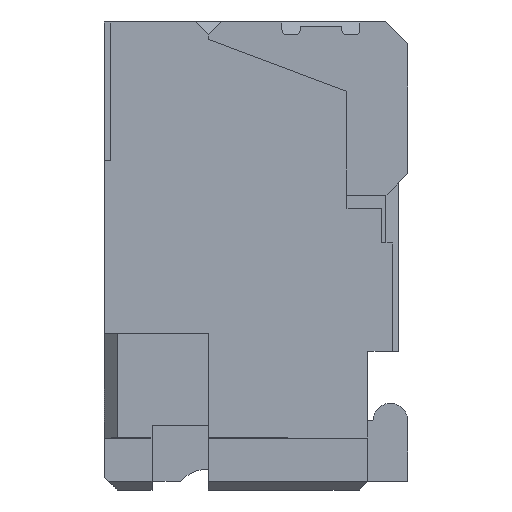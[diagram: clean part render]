
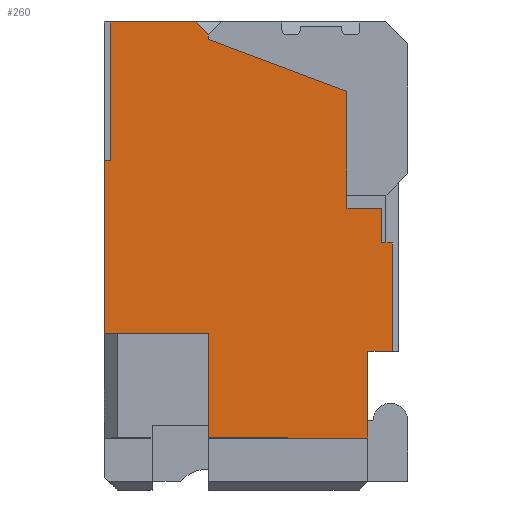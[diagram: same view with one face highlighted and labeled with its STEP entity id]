
A CAD part, left-side view. The second image highlights one B-rep face of the part: STEP entity #260.
In plain terms, the highlighted planar face has unit normal (-1, 0, 0).
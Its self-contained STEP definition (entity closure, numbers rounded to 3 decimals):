
#24 = CARTESIAN_POINT ( 'NONE',  ( -1.9, 1.15, 1.35 ) ) ;
#27 = VERTEX_POINT ( 'NONE', #4297 ) ;
#48 = VECTOR ( 'NONE', #6273, 1000. ) ;
#64 = EDGE_CURVE ( 'NONE', #1514, #6694, #6823, .T. ) ;
#159 = LINE ( 'NONE', #4871, #5774 ) ;
#260 = ADVANCED_FACE ( 'NONE', ( #6502 ), #6071, .T. ) ;
#352 = CARTESIAN_POINT ( 'NONE',  ( -1.9, 0.23, -1.05 ) ) ;
#361 = ORIENTED_EDGE ( 'NONE', *, *, #3653, .F. ) ;
#385 = VECTOR ( 'NONE', #2045, 1000. ) ;
#393 = CARTESIAN_POINT ( 'NONE',  ( -1.9, 0.35, 0.95 ) ) ;
#440 = CARTESIAN_POINT ( 'NONE',  ( -1.9, 1.15, -0.45 ) ) ;
#443 = ORIENTED_EDGE ( 'NONE', *, *, #4562, .T. ) ;
#510 = DIRECTION ( 'NONE',  ( 0., 1., 0. ) ) ;
#577 = VERTEX_POINT ( 'NONE', #1971 ) ;
#604 = EDGE_CURVE ( 'NONE', #1514, #2334, #6178, .T. ) ;
#607 = DIRECTION ( 'NONE',  ( 0., 0., 1. ) ) ;
#688 = ORIENTED_EDGE ( 'NONE', *, *, #1515, .T. ) ;
#923 = LINE ( 'NONE', #2065, #2088 ) ;
#1002 = ORIENTED_EDGE ( 'NONE', *, *, #5332, .T. ) ;
#1009 = ORIENTED_EDGE ( 'NONE', *, *, #6729, .F. ) ;
#1025 = CARTESIAN_POINT ( 'NONE',  ( -1.9, 1.15, -0.45 ) ) ;
#1067 = CARTESIAN_POINT ( 'NONE',  ( -1.9, 0.35, 0.275 ) ) ;
#1253 = LINE ( 'NONE', #393, #5544 ) ;
#1258 = LINE ( 'NONE', #5483, #2176 ) ;
#1318 = AXIS2_PLACEMENT_3D ( 'NONE', #3941, #5560, #6043 ) ;
#1345 = EDGE_CURVE ( 'NONE', #1403, #27, #3394, .T. ) ;
#1403 = VERTEX_POINT ( 'NONE', #4829 ) ;
#1414 = CARTESIAN_POINT ( 'NONE',  ( -1.9, 1.75, 0.55 ) ) ;
#1456 = ORIENTED_EDGE ( 'NONE', *, *, #5912, .F. ) ;
#1507 = DIRECTION ( 'NONE',  ( 0., -0.936, -0.351 ) ) ;
#1514 = VERTEX_POINT ( 'NONE', #2516 ) ;
#1515 = EDGE_CURVE ( 'NONE', #2334, #1403, #2291, .T. ) ;
#1702 = CARTESIAN_POINT ( 'NONE',  ( -1.9, 1.715, 1.35 ) ) ;
#1713 = CARTESIAN_POINT ( 'NONE',  ( -1.9, 1.715, 0.55 ) ) ;
#1724 = VERTEX_POINT ( 'NONE', #352 ) ;
#1833 = CARTESIAN_POINT ( 'NONE',  ( -1.9, 0.088, 0.075 ) ) ;
#1835 = VERTEX_POINT ( 'NONE', #2449 ) ;
#1860 = CARTESIAN_POINT ( 'NONE',  ( -1.9, 1.225, 1.35 ) ) ;
#1891 = ORIENTED_EDGE ( 'NONE', *, *, #64, .F. ) ;
#1898 = ORIENTED_EDGE ( 'NONE', *, *, #3594, .T. ) ;
#1951 = CARTESIAN_POINT ( 'NONE',  ( -1.9, 1.75, -1.35 ) ) ;
#1954 = VERTEX_POINT ( 'NONE', #6788 ) ;
#1958 = VECTOR ( 'NONE', #2562, 1000. ) ;
#1968 = CARTESIAN_POINT ( 'NONE',  ( -1.9, 0.15, 0.075 ) ) ;
#1971 = CARTESIAN_POINT ( 'NONE',  ( -1.9, 1.715, 0.55 ) ) ;
#2012 = VECTOR ( 'NONE', #6678, 1000. ) ;
#2045 = DIRECTION ( 'NONE',  ( 0., 1., 0. ) ) ;
#2065 = CARTESIAN_POINT ( 'NONE',  ( -1.9, 1.15, 1.25 ) ) ;
#2088 = VECTOR ( 'NONE', #1507, 1000. ) ;
#2103 = CARTESIAN_POINT ( 'NONE',  ( -1.9, 0.15, 0.275 ) ) ;
#2176 = VECTOR ( 'NONE', #2795, 1000. ) ;
#2234 = CARTESIAN_POINT ( 'NONE',  ( -1.9, 1.715, 1.35 ) ) ;
#2282 = LINE ( 'NONE', #1713, #3551 ) ;
#2291 = LINE ( 'NONE', #1968, #48 ) ;
#2323 = CARTESIAN_POINT ( 'NONE',  ( -1.9, 1.15, -0.45 ) ) ;
#2334 = VERTEX_POINT ( 'NONE', #1833 ) ;
#2361 = VECTOR ( 'NONE', #3330, 1000. ) ;
#2415 = ORIENTED_EDGE ( 'NONE', *, *, #6779, .F. ) ;
#2447 = VERTEX_POINT ( 'NONE', #5982 ) ;
#2449 = CARTESIAN_POINT ( 'NONE',  ( -1.9, 1.15, 1.25 ) ) ;
#2516 = CARTESIAN_POINT ( 'NONE',  ( -1.9, 0.088, -0.55 ) ) ;
#2562 = DIRECTION ( 'NONE',  ( 0., 0., 1. ) ) ;
#2570 = LINE ( 'NONE', #5950, #2650 ) ;
#2598 = ORIENTED_EDGE ( 'NONE', *, *, #604, .T. ) ;
#2650 = VECTOR ( 'NONE', #4790, 1000. ) ;
#2795 = DIRECTION ( 'NONE',  ( 0., 0.707, 0.707 ) ) ;
#3203 = LINE ( 'NONE', #5976, #2361 ) ;
#3234 = DIRECTION ( 'NONE',  ( 0., 0., -1. ) ) ;
#3330 = DIRECTION ( 'NONE',  ( 0., 1., 0. ) ) ;
#3371 = VECTOR ( 'NONE', #607, 1000. ) ;
#3378 = EDGE_CURVE ( 'NONE', #6122, #1835, #4370, .T. ) ;
#3394 = LINE ( 'NONE', #2103, #4840 ) ;
#3406 = VECTOR ( 'NONE', #510, 1000. ) ;
#3465 = ORIENTED_EDGE ( 'NONE', *, *, #6205, .F. ) ;
#3512 = CARTESIAN_POINT ( 'NONE',  ( -1.9, 0.23, -0.55 ) ) ;
#3534 = VECTOR ( 'NONE', #3234, 1000. ) ;
#3551 = VECTOR ( 'NONE', #4457, 1000. ) ;
#3594 = EDGE_CURVE ( 'NONE', #6122, #5487, #1258, .T. ) ;
#3607 = DIRECTION ( 'NONE',  ( 0., 0., -1. ) ) ;
#3653 = EDGE_CURVE ( 'NONE', #6694, #1724, #5381, .T. ) ;
#3709 = ORIENTED_EDGE ( 'NONE', *, *, #4026, .F. ) ;
#3769 = VERTEX_POINT ( 'NONE', #1414 ) ;
#3777 = EDGE_LOOP ( 'NONE', ( #2598, #688, #5293, #443, #1009, #2415, #3932, #1898, #3709, #1456, #1002, #5776, #6528, #3465, #4955, #361, #1891 ) ) ;
#3793 = VECTOR ( 'NONE', #5261, 1000. ) ;
#3794 = EDGE_CURVE ( 'NONE', #5685, #3769, #5077, .T. ) ;
#3913 = VERTEX_POINT ( 'NONE', #1067 ) ;
#3932 = ORIENTED_EDGE ( 'NONE', *, *, #3378, .F. ) ;
#3941 = CARTESIAN_POINT ( 'NONE',  ( -1.9, 0., 0. ) ) ;
#4026 = EDGE_CURVE ( 'NONE', #4681, #5487, #159, .T. ) ;
#4205 = CARTESIAN_POINT ( 'NONE',  ( -1.9, 1.75, -0.45 ) ) ;
#4208 = CARTESIAN_POINT ( 'NONE',  ( -1.9, 0.088, -1.35 ) ) ;
#4297 = CARTESIAN_POINT ( 'NONE',  ( -1.9, 0.15, 0.275 ) ) ;
#4370 = LINE ( 'NONE', #24, #3534 ) ;
#4373 = DIRECTION ( 'NONE',  ( 0., -1., 0. ) ) ;
#4457 = DIRECTION ( 'NONE',  ( 0., 1., 0. ) ) ;
#4562 = EDGE_CURVE ( 'NONE', #27, #3913, #2570, .T. ) ;
#4681 = VERTEX_POINT ( 'NONE', #2234 ) ;
#4720 = DIRECTION ( 'NONE',  ( 0., 0., 1. ) ) ;
#4753 = LINE ( 'NONE', #1025, #385 ) ;
#4790 = DIRECTION ( 'NONE',  ( 0., 1., 0. ) ) ;
#4829 = CARTESIAN_POINT ( 'NONE',  ( -1.9, 0.15, 0.075 ) ) ;
#4840 = VECTOR ( 'NONE', #6877, 1000. ) ;
#4871 = CARTESIAN_POINT ( 'NONE',  ( -1.9, 1.75, 1.35 ) ) ;
#4955 = ORIENTED_EDGE ( 'NONE', *, *, #5840, .F. ) ;
#5054 = EDGE_CURVE ( 'NONE', #5983, #5685, #4753, .T. ) ;
#5077 = LINE ( 'NONE', #1951, #1958 ) ;
#5216 = LINE ( 'NONE', #440, #3793 ) ;
#5224 = LINE ( 'NONE', #1702, #3371 ) ;
#5261 = DIRECTION ( 'NONE',  ( 0., 0., 1. ) ) ;
#5293 = ORIENTED_EDGE ( 'NONE', *, *, #1345, .T. ) ;
#5332 = EDGE_CURVE ( 'NONE', #577, #3769, #2282, .T. ) ;
#5381 = LINE ( 'NONE', #3512, #2012 ) ;
#5483 = CARTESIAN_POINT ( 'NONE',  ( -1.9, -0.062, 0.062 ) ) ;
#5487 = VERTEX_POINT ( 'NONE', #1860 ) ;
#5544 = VECTOR ( 'NONE', #3607, 1000. ) ;
#5560 = DIRECTION ( 'NONE',  ( -1., 0., 0. ) ) ;
#5685 = VERTEX_POINT ( 'NONE', #4205 ) ;
#5774 = VECTOR ( 'NONE', #4373, 1000. ) ;
#5776 = ORIENTED_EDGE ( 'NONE', *, *, #3794, .F. ) ;
#5840 = EDGE_CURVE ( 'NONE', #1724, #2447, #3203, .T. ) ;
#5912 = EDGE_CURVE ( 'NONE', #577, #4681, #5224, .T. ) ;
#5950 = CARTESIAN_POINT ( 'NONE',  ( -1.9, 0.35, 0.275 ) ) ;
#5976 = CARTESIAN_POINT ( 'NONE',  ( -1.9, 0., -1.05 ) ) ;
#5982 = CARTESIAN_POINT ( 'NONE',  ( -1.9, 1.15, -1.05 ) ) ;
#5983 = VERTEX_POINT ( 'NONE', #2323 ) ;
#6043 = DIRECTION ( 'NONE',  ( 0., 0., 1. ) ) ;
#6071 = PLANE ( 'NONE',  #1318 ) ;
#6122 = VERTEX_POINT ( 'NONE', #6669 ) ;
#6178 = LINE ( 'NONE', #4208, #6568 ) ;
#6205 = EDGE_CURVE ( 'NONE', #2447, #5983, #5216, .T. ) ;
#6273 = DIRECTION ( 'NONE',  ( 0., 1., 0. ) ) ;
#6502 = FACE_OUTER_BOUND ( 'NONE', #3777, .T. ) ;
#6528 = ORIENTED_EDGE ( 'NONE', *, *, #5054, .F. ) ;
#6568 = VECTOR ( 'NONE', #4720, 1000. ) ;
#6669 = CARTESIAN_POINT ( 'NONE',  ( -1.9, 1.15, 1.275 ) ) ;
#6678 = DIRECTION ( 'NONE',  ( 0., 0., -1. ) ) ;
#6694 = VERTEX_POINT ( 'NONE', #6775 ) ;
#6729 = EDGE_CURVE ( 'NONE', #1954, #3913, #1253, .T. ) ;
#6775 = CARTESIAN_POINT ( 'NONE',  ( -1.9, 0.23, -0.55 ) ) ;
#6779 = EDGE_CURVE ( 'NONE', #1835, #1954, #923, .T. ) ;
#6788 = CARTESIAN_POINT ( 'NONE',  ( -1.9, 0.35, 0.95 ) ) ;
#6823 = LINE ( 'NONE', #6924, #3406 ) ;
#6877 = DIRECTION ( 'NONE',  ( 0., 0., 1. ) ) ;
#6924 = CARTESIAN_POINT ( 'NONE',  ( -1.9, 0.05, -0.55 ) ) ;
